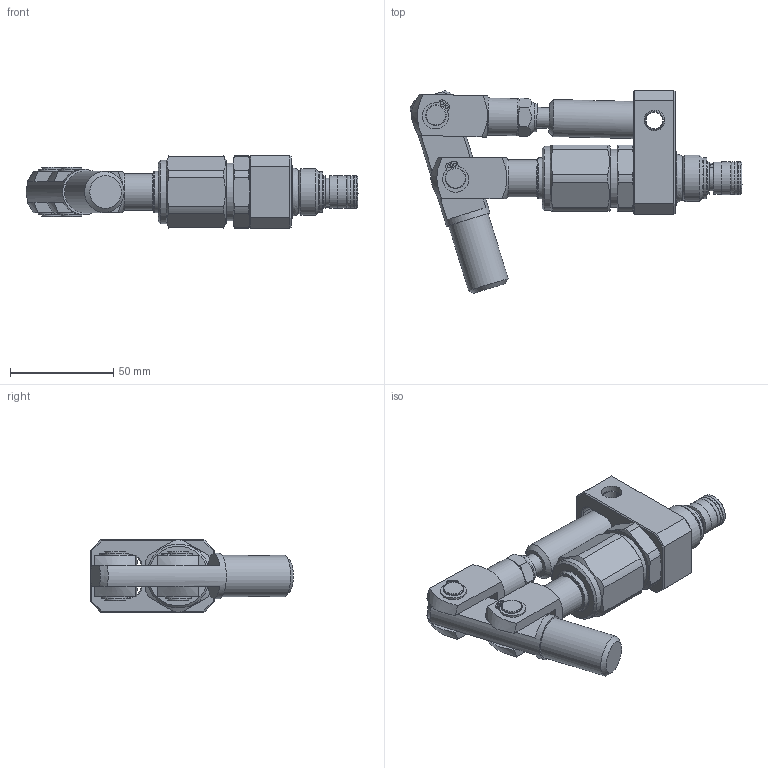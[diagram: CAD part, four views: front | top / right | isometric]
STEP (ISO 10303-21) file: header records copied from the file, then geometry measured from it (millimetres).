
FILE_DESCRIPTION((''),'2;1');
FILE_NAME('6107.0000.00.00_D3.stp','2015-09-10T09:52:21',('Christian'),(''),'Autodesk Inventor 2013','Autodesk Inventor 2013','');
FILE_SCHEMA(('AUTOMOTIVE_DESIGN { 1 0 10303 214 1 1 1 1 }'));
Length unit declared in the file: millimetre
Products named in the file (1): 6107.0000.00
Bounding box: 161.05 x 98.36 x 35 mm (x, y, z)
Volume: 111244.7 mm3; surface area: 46737.1 mm2
Topology: 1 solids, 4 shells, 404 faces, 980 edges, 589 vertices
Faces by surface type: plane 185, cylinder 117, cone 68, torus 20, bspline 11, sphere 3
Full cylindrical faces by diameter (mm): 1.5 x8, 3.75 x1, 4.5 x1, 5.9 x1, 8 x1, 8.376 x3, 9.6 x4, 10 x12, 13.1 x2, 13.6 x1, 14.8 x2, 15 x1, 15.7 x1, 15.85 x2, 18 x5, 19.63 x2, 19.8 x1, 20 x2, 22 x1, 22.555 x1, 25 x1, 26.4 x1, 27 x1, 28 x1, 31 x1
Entity records: 13006 total; most frequent: CARTESIAN_POINT 4017, DIRECTION 1798, ORIENTED_EDGE 1644, EDGE_CURVE 822, AXIS2_PLACEMENT_3D 739, EDGE_LOOP 574, VERTEX_POINT 544, FACE_OUTER_BOUND 404
